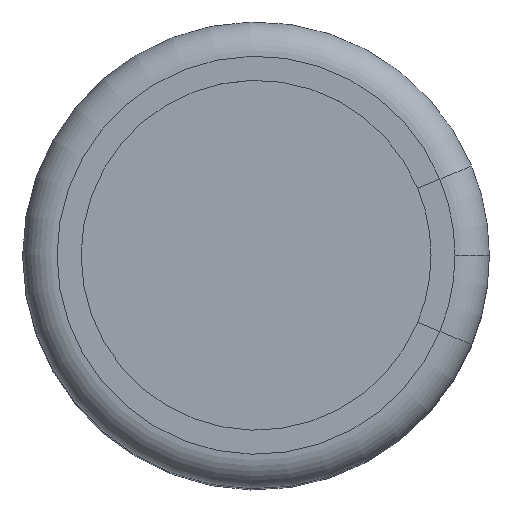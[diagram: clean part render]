
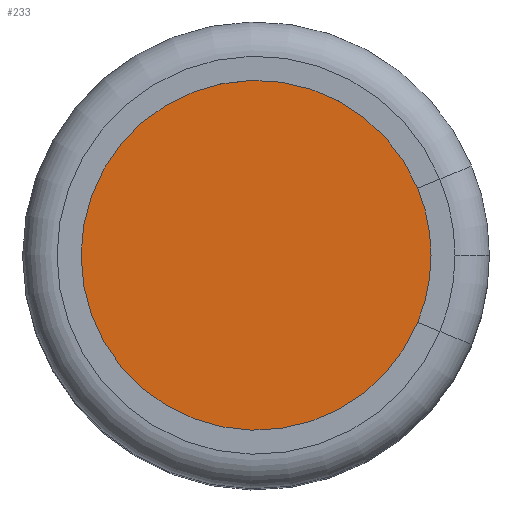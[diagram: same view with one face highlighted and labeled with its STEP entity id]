
A CAD part, top view. The second image highlights one B-rep face of the part: STEP entity #233.
In plain terms, the highlighted planar face has unit normal (0, 0, 1).
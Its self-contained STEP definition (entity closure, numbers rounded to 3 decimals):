
#17 = EDGE_LOOP ( 'NONE', ( #108, #828, #1033, #778, #1054 ) ) ;
#108 = ORIENTED_EDGE ( 'NONE', *, *, #532, .T. ) ;
#125 = AXIS2_PLACEMENT_3D ( 'NONE', #944, #851, #1151 ) ;
#154 = LINE ( 'NONE', #1178, #748 ) ;
#174 = EDGE_CURVE ( 'NONE', #485, #959, #726, .T. ) ;
#180 = PLANE ( 'NONE',  #125 ) ;
#233 = ADVANCED_FACE ( 'NONE', ( #824 ), #180, .F. ) ;
#260 = DIRECTION ( 'NONE',  ( -1., 0., 0. ) ) ;
#297 = DIRECTION ( 'NONE',  ( -1., 0., 0. ) ) ;
#366 = EDGE_CURVE ( 'NONE', #1143, #636, #154, .T. ) ;
#378 = AXIS2_PLACEMENT_3D ( 'NONE', #906, #1306, #260 ) ;
#390 = VECTOR ( 'NONE', #418, 1000. ) ;
#418 = DIRECTION ( 'NONE',  ( -0.924, 0.383, 0. ) ) ;
#485 = VERTEX_POINT ( 'NONE', #1012 ) ;
#516 = VERTEX_POINT ( 'NONE', #603 ) ;
#523 = DIRECTION ( 'NONE',  ( -1., 0., 0. ) ) ;
#532 = EDGE_CURVE ( 'NONE', #636, #516, #1347, .T. ) ;
#537 = DIRECTION ( 'NONE',  ( 0., 0., 1. ) ) ;
#603 = CARTESIAN_POINT ( 'NONE',  ( 2.355, -0.975, 12.101 ) ) ;
#636 = VERTEX_POINT ( 'NONE', #826 ) ;
#673 = DIRECTION ( 'NONE',  ( -0.924, -0.383, 0. ) ) ;
#711 = EDGE_CURVE ( 'NONE', #959, #1143, #1235, .T. ) ;
#725 = LINE ( 'NONE', #763, #390 ) ;
#726 = CIRCLE ( 'NONE', #979, 2.55 ) ;
#748 = VECTOR ( 'NONE', #673, 1000. ) ;
#757 = CARTESIAN_POINT ( 'NONE',  ( 0., 0., 12.101 ) ) ;
#763 = CARTESIAN_POINT ( 'NONE',  ( -2.177, 0.902, 12.101 ) ) ;
#778 = ORIENTED_EDGE ( 'NONE', *, *, #711, .T. ) ;
#805 = EDGE_CURVE ( 'NONE', #485, #516, #725, .T. ) ;
#824 = FACE_OUTER_BOUND ( 'NONE', #17, .T. ) ;
#826 = CARTESIAN_POINT ( 'NONE',  ( 2.355, 0.975, 12.101 ) ) ;
#828 = ORIENTED_EDGE ( 'NONE', *, *, #805, .F. ) ;
#851 = DIRECTION ( 'NONE',  ( 0., 0., -1. ) ) ;
#859 = DIRECTION ( 'NONE',  ( 0., 0., 1. ) ) ;
#906 = CARTESIAN_POINT ( 'NONE',  ( 0., 0., 12.101 ) ) ;
#928 = CARTESIAN_POINT ( 'NONE',  ( 2.356, 0.976, 12.101 ) ) ;
#944 = CARTESIAN_POINT ( 'NONE',  ( -2.55, 0., 12.101 ) ) ;
#959 = VERTEX_POINT ( 'NONE', #1139 ) ;
#979 = AXIS2_PLACEMENT_3D ( 'NONE', #757, #537, #523 ) ;
#989 = AXIS2_PLACEMENT_3D ( 'NONE', #1142, #859, #297 ) ;
#1012 = CARTESIAN_POINT ( 'NONE',  ( 2.356, -0.976, 12.101 ) ) ;
#1033 = ORIENTED_EDGE ( 'NONE', *, *, #174, .T. ) ;
#1054 = ORIENTED_EDGE ( 'NONE', *, *, #366, .T. ) ;
#1139 = CARTESIAN_POINT ( 'NONE',  ( 2.55, 0., 12.101 ) ) ;
#1142 = CARTESIAN_POINT ( 'NONE',  ( 0., 0., 12.101 ) ) ;
#1143 = VERTEX_POINT ( 'NONE', #928 ) ;
#1151 = DIRECTION ( 'NONE',  ( -1., 0., 0. ) ) ;
#1178 = CARTESIAN_POINT ( 'NONE',  ( -2.177, -0.902, 12.101 ) ) ;
#1235 = CIRCLE ( 'NONE', #989, 2.55 ) ;
#1306 = DIRECTION ( 'NONE',  ( 0., 0., 1. ) ) ;
#1347 = CIRCLE ( 'NONE', #378, 2.549 ) ;
